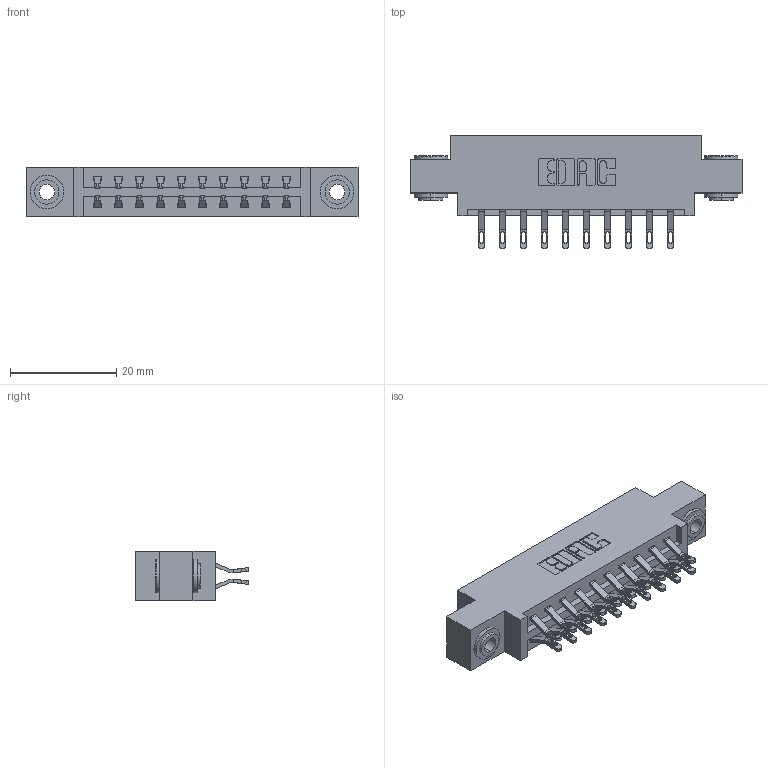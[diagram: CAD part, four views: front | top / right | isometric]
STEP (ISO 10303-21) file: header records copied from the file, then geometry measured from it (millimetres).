
FILE_DESCRIPTION (( 'STEP AP203' ), '1' );
FILE_NAME ('387-020-555-803.STEP', '2018-09-13T23:56:41', ( '' ), ( '' ), 'SwSTEP 2.0', 'SolidWorks 2016', '' );
FILE_SCHEMA (( 'CONFIG_CONTROL_DESIGN' ));
Length unit declared in the file: inch
Products named in the file (4): 337 Part_0.170 Offset - 0.156 Dia-TH; 345-292-001_555 Tail; 345-250-002_345-250-002-102; 387-020-555-803
Assembly tree (23 placements, depth 2):
  387-020-555-803
    337 Part_0.170 Offset - 0.156 Dia-TH
    345-292-001_555 Tail  x20
    345-250-002_345-250-002-102  x2
Bounding box: 62.64 x 21.47 x 9.4 mm (x, y, z)
Volume: 6135.1 mm3; surface area: 7175.7 mm2
Topology: 23 solids, 23 shells, 1356 faces, 4179 edges, 2782 vertices
Faces by surface type: plane 804, cylinder 544, cone 8
Entity records: 13000 total; most frequent: CARTESIAN_POINT 2227, ORIENTED_EDGE 2126, DIRECTION 1957, EDGE_CURVE 1063, LINE 891, VECTOR 891, VERTEX_POINT 706, AXIS2_PLACEMENT_3D 533
